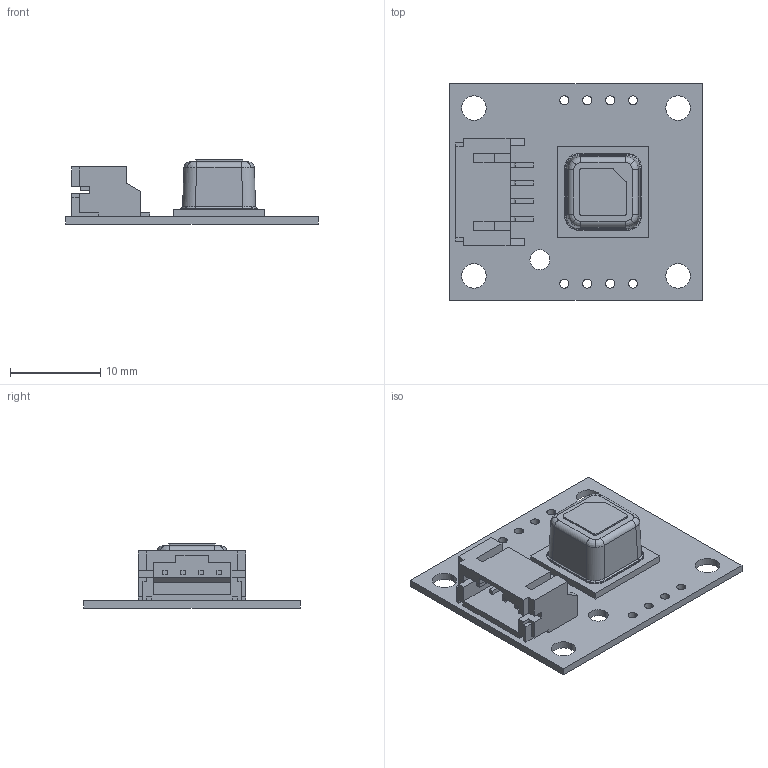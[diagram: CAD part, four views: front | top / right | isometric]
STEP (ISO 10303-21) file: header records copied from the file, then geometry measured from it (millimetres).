
FILE_DESCRIPTION (( 'STEP AP214' ), '1' );
FILE_NAME ('150957_210325.STEP', '2021-03-25T11:54:48', ( '' ), ( '' ), 'SwSTEP 2.0', 'SolidWorks 2019', '' );
FILE_SCHEMA (( 'AUTOMOTIVE_DESIGN' ));
Length unit declared in the file: millimetre
Products named in the file (1): 150957_210325
Bounding box: 28 x 24 x 7.11 mm (x, y, z)
Volume: 1174.5 mm3; surface area: 2014.3 mm2
Topology: 1 solids, 1 shells, 210 faces, 594 edges, 390 vertices
Faces by surface type: plane 130, cylinder 64, bspline 16
Entity records: 9339 total; most frequent: CARTESIAN_POINT 1499, ORIENTED_EDGE 1188, DIRECTION 1080, EDGE_CURVE 594, LINE 434, VECTOR 434, VERTEX_POINT 390, AXIS2_PLACEMENT_3D 323
